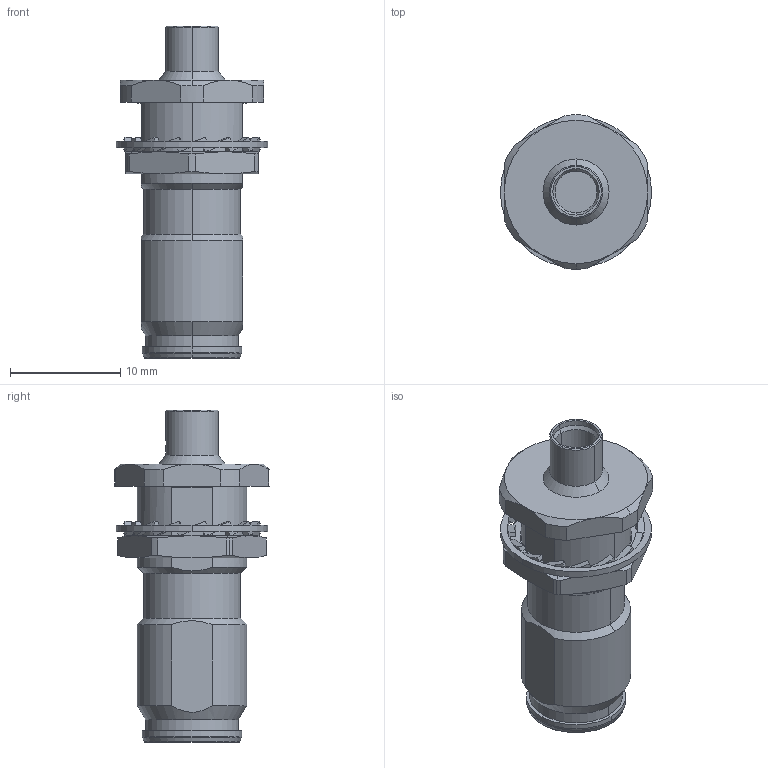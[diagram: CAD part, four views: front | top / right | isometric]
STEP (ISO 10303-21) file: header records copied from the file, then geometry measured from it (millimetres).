
FILE_DESCRIPTION (( 'STEP AP203' ), '1' );
FILE_NAME ('R180.300.007A.STEP', '2017-04-19T13:19:26', ( '' ), ( '' ), 'SwSTEP 2.0', 'SolidWorks 2014', '' );
FILE_SCHEMA (( 'CONFIG_CONTROL_DESIGN' ));
Length unit declared in the file: metre
Products named in the file (1): R180.300.007A
Bounding box: 13.7 x 14 x 30.1 mm (x, y, z)
Volume: 1797.4 mm3; surface area: 1706.1 mm2
Topology: 2 solids, 2 shells, 328 faces, 827 edges, 512 vertices
Faces by surface type: cylinder 148, plane 105, cone 59, torus 16
Entity records: 10274 total; most frequent: CARTESIAN_POINT 2620, ORIENTED_EDGE 1654, DIRECTION 1575, EDGE_CURVE 827, AXIS2_PLACEMENT_3D 647, VERTEX_POINT 512, EDGE_LOOP 345, ADVANCED_FACE 328
